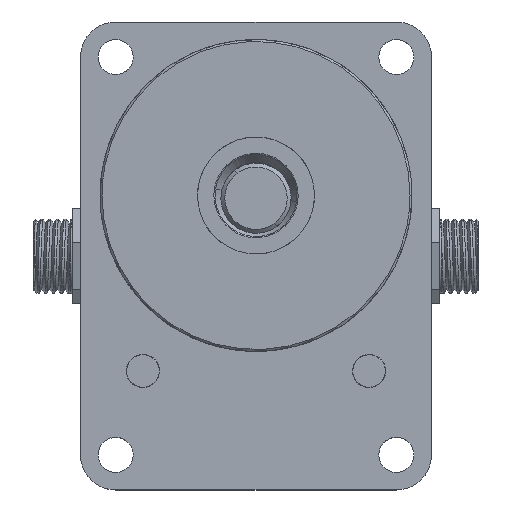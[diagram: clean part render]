
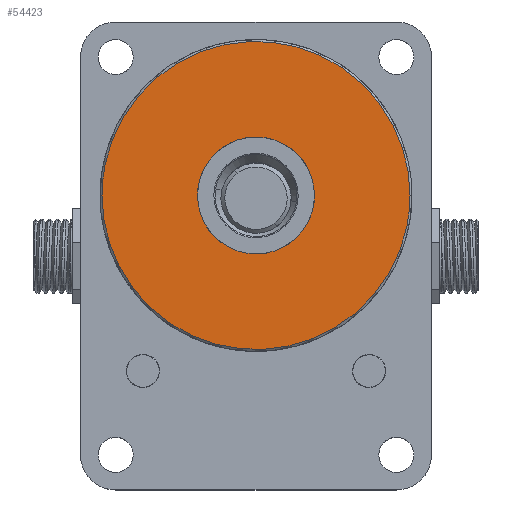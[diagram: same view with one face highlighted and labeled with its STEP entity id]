
A CAD part, top view. The second image highlights one B-rep face of the part: STEP entity #54423.
In plain terms, the highlighted free-form (B-spline) face has degree [1, 1] with [2, 2] control points.
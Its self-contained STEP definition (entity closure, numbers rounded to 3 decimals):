
#52754 = EDGE_CURVE('',#52755,#52757,#52759,.T.);
#52755 = VERTEX_POINT('',#52756);
#52756 = CARTESIAN_POINT('',(88.678,64.541,
    135.598));
#52757 = VERTEX_POINT('',#52758);
#52758 = CARTESIAN_POINT('',(4.761,64.541,
    135.598));
#52759 = ( BOUNDED_CURVE() B_SPLINE_CURVE(2,(#52760,#52761,#52762,#52763
,#52764),.UNSPECIFIED.,.F.,.F.) B_SPLINE_CURVE_WITH_KNOTS((3,2,3),(0.,
1.571,3.142),.PIECEWISE_BEZIER_KNOTS.) CURVE() 
GEOMETRIC_REPRESENTATION_ITEM() RATIONAL_B_SPLINE_CURVE((1.,
0.707,1.,0.707,1.)) REPRESENTATION_ITEM('') );
#52760 = CARTESIAN_POINT('',(88.678,64.541,
    135.598));
#52761 = CARTESIAN_POINT('',(88.678,106.499,
    135.598));
#52762 = CARTESIAN_POINT('',(46.72,106.499,
    135.598));
#52763 = CARTESIAN_POINT('',(4.761,106.499,
    135.598));
#52764 = CARTESIAN_POINT('',(4.761,64.541,
    135.598));
#52853 = VERTEX_POINT('',#52854);
#52854 = CARTESIAN_POINT('',(62.653,64.541,
    135.598));
#52859 = EDGE_CURVE('',#52860,#52853,#52862,.T.);
#52860 = VERTEX_POINT('',#52861);
#52861 = CARTESIAN_POINT('',(30.786,64.541,
    135.598));
#52862 = ( BOUNDED_CURVE() B_SPLINE_CURVE(2,(#52863,#52864,#52865,#52866
,#52867),.UNSPECIFIED.,.F.,.F.) B_SPLINE_CURVE_WITH_KNOTS((3,2,3),(
    3.142,4.712,6.283),
.PIECEWISE_BEZIER_KNOTS.) CURVE() GEOMETRIC_REPRESENTATION_ITEM() 
RATIONAL_B_SPLINE_CURVE((1.,0.707,1.,0.707,1.)) 
REPRESENTATION_ITEM('') );
#52863 = CARTESIAN_POINT('',(30.786,64.541,
    135.598));
#52864 = CARTESIAN_POINT('',(30.786,48.607,
    135.598));
#52865 = CARTESIAN_POINT('',(46.72,48.607,
    135.598));
#52866 = CARTESIAN_POINT('',(62.653,48.607,
    135.598));
#52867 = CARTESIAN_POINT('',(62.653,64.541,
    135.598));
#54423 = ADVANCED_FACE('',(#54424,#54435),#54446,.T.);
#54424 = FACE_BOUND('',#54425,.T.);
#54425 = EDGE_LOOP('',(#54426,#54434));
#54426 = ORIENTED_EDGE('',*,*,#54427,.T.);
#54427 = EDGE_CURVE('',#52757,#52755,#54428,.T.);
#54428 = ( BOUNDED_CURVE() B_SPLINE_CURVE(2,(#54429,#54430,#54431,#54432
,#54433),.UNSPECIFIED.,.F.,.F.) B_SPLINE_CURVE_WITH_KNOTS((3,2,3),(
    3.142,4.712,6.283),
.PIECEWISE_BEZIER_KNOTS.) CURVE() GEOMETRIC_REPRESENTATION_ITEM() 
RATIONAL_B_SPLINE_CURVE((1.,0.707,1.,0.707,1.)) 
REPRESENTATION_ITEM('') );
#54429 = CARTESIAN_POINT('',(4.761,64.541,
    135.598));
#54430 = CARTESIAN_POINT('',(4.761,22.582,
    135.598));
#54431 = CARTESIAN_POINT('',(46.72,22.582,
    135.598));
#54432 = CARTESIAN_POINT('',(88.678,22.582,
    135.598));
#54433 = CARTESIAN_POINT('',(88.678,64.541,
    135.598));
#54434 = ORIENTED_EDGE('',*,*,#52754,.T.);
#54435 = FACE_BOUND('',#54436,.T.);
#54436 = EDGE_LOOP('',(#54437,#54445));
#54437 = ORIENTED_EDGE('',*,*,#54438,.F.);
#54438 = EDGE_CURVE('',#52853,#52860,#54439,.T.);
#54439 = ( BOUNDED_CURVE() B_SPLINE_CURVE(2,(#54440,#54441,#54442,#54443
,#54444),.UNSPECIFIED.,.F.,.F.) B_SPLINE_CURVE_WITH_KNOTS((3,2,3),(0.,
1.571,3.142),.PIECEWISE_BEZIER_KNOTS.) CURVE() 
GEOMETRIC_REPRESENTATION_ITEM() RATIONAL_B_SPLINE_CURVE((1.,
0.707,1.,0.707,1.)) REPRESENTATION_ITEM('') );
#54440 = CARTESIAN_POINT('',(62.653,64.541,
    135.598));
#54441 = CARTESIAN_POINT('',(62.653,80.474,
    135.598));
#54442 = CARTESIAN_POINT('',(46.72,80.474,
    135.598));
#54443 = CARTESIAN_POINT('',(30.786,80.474,
    135.598));
#54444 = CARTESIAN_POINT('',(30.786,64.541,
    135.598));
#54445 = ORIENTED_EDGE('',*,*,#52859,.F.);
#54446 = B_SPLINE_SURFACE_WITH_KNOTS('',1,1,(
    (#54447,#54448)
    ,(#54449,#54450
  )),.UNSPECIFIED.,.F.,.F.,.F.,(2,2),(2,2),(-39.5,39.5),(-39.5,39.5),
  .PIECEWISE_BEZIER_KNOTS.);
#54447 = CARTESIAN_POINT('',(4.761,22.582,
    135.598));
#54448 = CARTESIAN_POINT('',(4.761,106.499,
    135.598));
#54449 = CARTESIAN_POINT('',(88.678,22.582,
    135.598));
#54450 = CARTESIAN_POINT('',(88.678,106.499,
    135.598));
